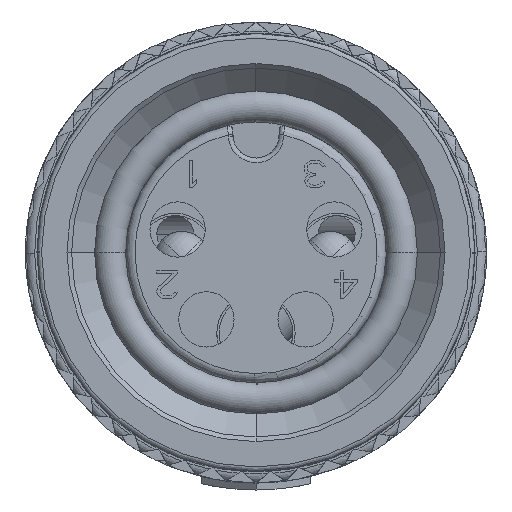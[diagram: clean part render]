
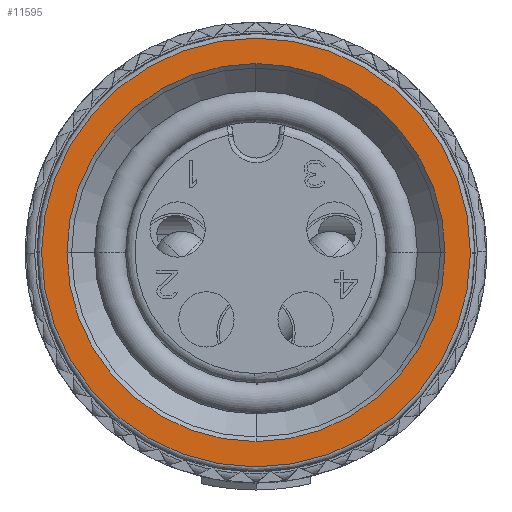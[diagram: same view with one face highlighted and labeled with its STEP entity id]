
A CAD part, front view. The second image highlights one B-rep face of the part: STEP entity #11595.
In plain terms, the highlighted planar face has unit normal (0, -1, 0).
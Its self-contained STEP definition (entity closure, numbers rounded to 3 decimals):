
#11595=ADVANCED_FACE('',(#23907,#23908),#23909,.T.);
#11613=EDGE_CURVE('',#23936,#23933,#23937,.F.);
#11617=EDGE_CURVE('',#23933,#23942,#23943,.F.);
#11625=EDGE_CURVE('',#23955,#23956,#23957,.T.);
#11633=EDGE_CURVE('',#23968,#23955,#23969,.T.);
#13735=EDGE_CURVE('',#26728,#23968,#26729,.T.);
#13739=EDGE_CURVE('',#23956,#26728,#26733,.T.);
#13749=EDGE_CURVE('',#26744,#23936,#26745,.F.);
#13751=EDGE_CURVE('',#23942,#26744,#26747,.F.);
#23907=FACE_OUTER_BOUND('',#141000,.T.);
#23908=FACE_BOUND('',#141001,.T.);
#23909=PLANE('',#141002);
#23933=VERTEX_POINT('',#141030);
#23936=VERTEX_POINT('',#141035);
#23937=CIRCLE('',#141036,4.1);
#23942=VERTEX_POINT('',#141043);
#23943=CIRCLE('',#141044,4.1);
#23955=VERTEX_POINT('',#141060);
#23956=VERTEX_POINT('',#141061);
#23957=CIRCLE('',#141062,4.65);
#23968=VERTEX_POINT('',#141077);
#23969=CIRCLE('',#141078,4.65);
#26728=VERTEX_POINT('',#148652);
#26729=CIRCLE('',#148653,4.65);
#26733=CIRCLE('',#148659,4.65);
#26744=VERTEX_POINT('',#148677);
#26745=CIRCLE('',#148678,4.1);
#26747=CIRCLE('',#148681,4.1);
#141000=EDGE_LOOP('',(#201513,#201514,#201515,#201516));
#141001=EDGE_LOOP('',(#201517,#201518,#201519,#201520));
#141002=AXIS2_PLACEMENT_3D('',#201521,#201522,#201523);
#141030=CARTESIAN_POINT('',(4.1,-8.5,0.0));
#141035=CARTESIAN_POINT('',(0.,-8.5,4.1));
#141036=AXIS2_PLACEMENT_3D('',#201571,#201572,#201573);
#141043=CARTESIAN_POINT('',(0.,-8.5,-4.1));
#141044=AXIS2_PLACEMENT_3D('',#201577,#201578,#201579);
#141060=CARTESIAN_POINT('',(4.65,-8.5,0.0));
#141061=CARTESIAN_POINT('',(-4.65,-8.5,0.024));
#141062=AXIS2_PLACEMENT_3D('',#201589,#201590,#201591);
#141077=CARTESIAN_POINT('',(4.65,-8.5,-0.024));
#141078=AXIS2_PLACEMENT_3D('',#201601,#201602,#201603);
#148652=CARTESIAN_POINT('',(-4.65,-8.5,0.0));
#148653=AXIS2_PLACEMENT_3D('',#202998,#202999,#203000);
#148659=AXIS2_PLACEMENT_3D('',#203004,#203005,#203006);
#148677=CARTESIAN_POINT('',(-4.1,-8.5,0.0));
#148678=AXIS2_PLACEMENT_3D('',#203015,#203016,#203017);
#148681=AXIS2_PLACEMENT_3D('',#203018,#203019,#203020);
#201513=ORIENTED_EDGE('',*,*,#11625,.T.);
#201514=ORIENTED_EDGE('',*,*,#13739,.T.);
#201515=ORIENTED_EDGE('',*,*,#13735,.T.);
#201516=ORIENTED_EDGE('',*,*,#11633,.T.);
#201517=ORIENTED_EDGE('',*,*,#13749,.T.);
#201518=ORIENTED_EDGE('',*,*,#11613,.T.);
#201519=ORIENTED_EDGE('',*,*,#11617,.T.);
#201520=ORIENTED_EDGE('',*,*,#13751,.T.);
#201521=CARTESIAN_POINT('',(0.0,-8.5,0.0));
#201522=DIRECTION('',(0.0,-1.0,0.0));
#201523=DIRECTION('',(0.0,0.0,-1.0));
#201571=CARTESIAN_POINT('',(0.0,-8.5,0.0));
#201572=DIRECTION('',(0.0,-1.0,0.0));
#201573=DIRECTION('',(0.0,0.0,-1.0));
#201577=CARTESIAN_POINT('',(0.0,-8.5,0.0));
#201578=DIRECTION('',(0.0,-1.0,0.0));
#201579=DIRECTION('',(0.0,0.0,-1.0));
#201589=CARTESIAN_POINT('',(0.0,-8.5,0.0));
#201590=DIRECTION('',(0.0,-1.0,0.0));
#201591=DIRECTION('',(0.0,0.0,-1.0));
#201601=CARTESIAN_POINT('',(0.0,-8.5,0.0));
#201602=DIRECTION('',(0.0,-1.0,0.0));
#201603=DIRECTION('',(0.0,0.0,-1.0));
#202998=CARTESIAN_POINT('',(0.0,-8.5,0.0));
#202999=DIRECTION('',(0.0,-1.0,0.0));
#203000=DIRECTION('',(0.0,0.0,-1.0));
#203004=CARTESIAN_POINT('',(0.0,-8.5,0.0));
#203005=DIRECTION('',(0.0,-1.0,0.0));
#203006=DIRECTION('',(0.0,0.0,-1.0));
#203015=CARTESIAN_POINT('',(0.0,-8.5,0.0));
#203016=DIRECTION('',(0.0,-1.0,0.0));
#203017=DIRECTION('',(0.0,0.0,-1.0));
#203018=CARTESIAN_POINT('',(0.0,-8.5,0.0));
#203019=DIRECTION('',(0.0,-1.0,0.0));
#203020=DIRECTION('',(0.0,0.0,-1.0));
